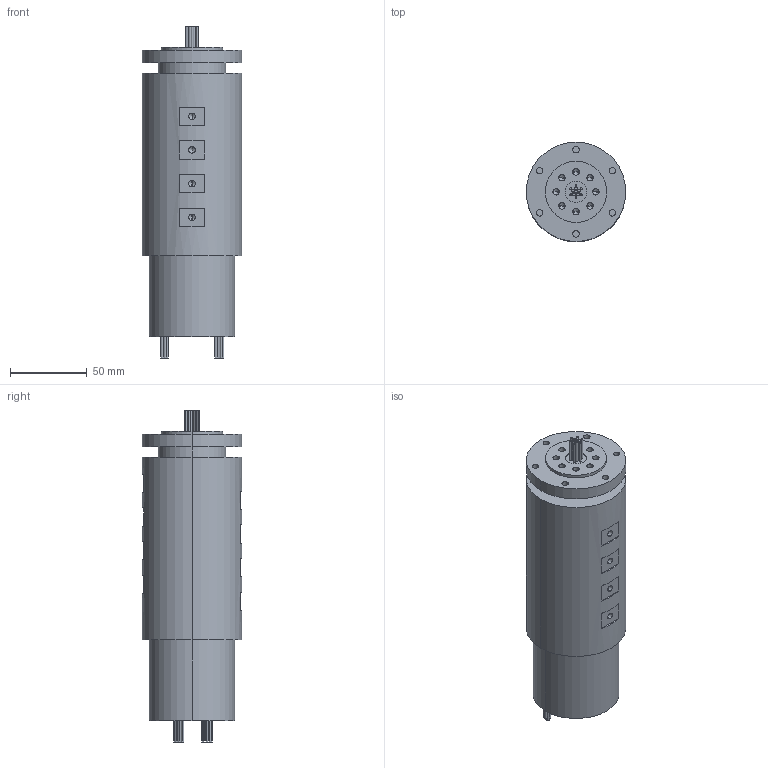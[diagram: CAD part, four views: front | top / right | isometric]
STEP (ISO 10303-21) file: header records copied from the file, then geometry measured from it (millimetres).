
FILE_DESCRIPTION (( 'STEP AP203' ), '1' );
FILE_NAME ('RX01231001.STEP', '2021-02-03T02:00:10', ( 'admin321' ), ( '' ), 'SwSTEP 2.0', 'SolidWorks 2014', '' );
FILE_SCHEMA (( 'CONFIG_CONTROL_DESIGN' ));
Length unit declared in the file: millimetre
Products named in the file (1): RX01231001
Bounding box: 65 x 65 x 217 mm (x, y, z)
Volume: 559887 mm3; surface area: 59069.1 mm2
Topology: 1 solids, 1 shells, 210 faces, 472 edges, 288 vertices
Faces by surface type: cylinder 119, plane 59, cone 32
Entity records: 5813 total; most frequent: DIRECTION 1118, CARTESIAN_POINT 939, ORIENTED_EDGE 880, AXIS2_PLACEMENT_3D 467, EDGE_CURVE 440, VERTEX_POINT 288, EDGE_LOOP 278, CIRCLE 256
